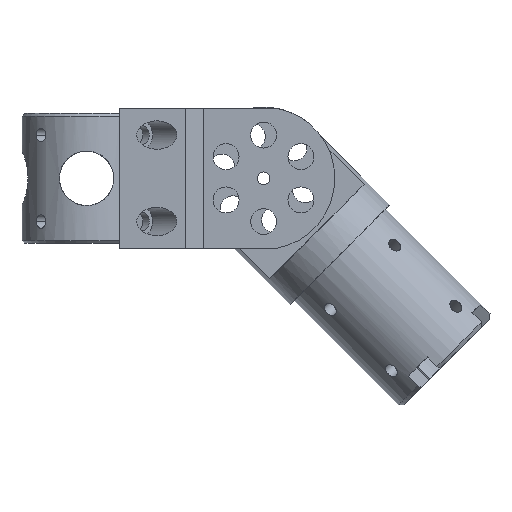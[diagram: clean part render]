
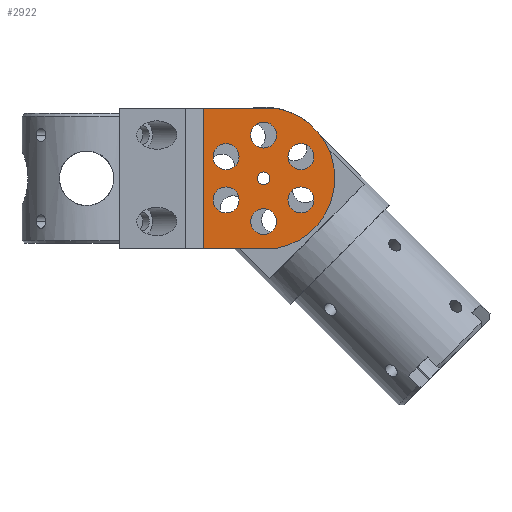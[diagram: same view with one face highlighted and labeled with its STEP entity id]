
A CAD part, front view. The second image highlights one B-rep face of the part: STEP entity #2922.
In plain terms, the highlighted planar face has unit normal (0, -1, 0).
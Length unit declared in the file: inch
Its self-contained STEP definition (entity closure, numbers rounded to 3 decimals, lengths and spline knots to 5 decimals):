
#558=PLANE('',#3100);
#646=VECTOR('',#3517,1.);
#647=VECTOR('',#3520,1.);
#648=VECTOR('',#3521,1.);
#750=LINE('',#5330,#646);
#751=LINE('',#5335,#647);
#752=LINE('',#5337,#648);
#833=CIRCLE('',#3073,0.381);
#837=CIRCLE('',#3078,0.381);
#841=CIRCLE('',#3083,0.381);
#845=CIRCLE('',#3088,0.381);
#849=CIRCLE('',#3093,0.381);
#853=CIRCLE('',#3098,0.381);
#855=CIRCLE('',#3101,2.0955);
#856=CIRCLE('',#3102,0.18669);
#1047=VERTEX_POINT('',#5281);
#1051=VERTEX_POINT('',#5290);
#1055=VERTEX_POINT('',#5299);
#1059=VERTEX_POINT('',#5308);
#1063=VERTEX_POINT('',#5317);
#1067=VERTEX_POINT('',#5326);
#1069=VERTEX_POINT('',#5331);
#1070=VERTEX_POINT('',#5332);
#1071=VERTEX_POINT('',#5334);
#1072=VERTEX_POINT('',#5336);
#1073=VERTEX_POINT('',#5339);
#1435=EDGE_CURVE('',#1047,#1047,#833,.T.);
#1439=EDGE_CURVE('',#1051,#1051,#837,.T.);
#1443=EDGE_CURVE('',#1055,#1055,#841,.T.);
#1447=EDGE_CURVE('',#1059,#1059,#845,.T.);
#1451=EDGE_CURVE('',#1063,#1063,#849,.T.);
#1455=EDGE_CURVE('',#1067,#1067,#853,.T.);
#1457=EDGE_CURVE('',#1069,#1070,#750,.T.);
#1458=EDGE_CURVE('',#1071,#1069,#855,.T.);
#1459=EDGE_CURVE('',#1072,#1071,#751,.T.);
#1460=EDGE_CURVE('',#1072,#1070,#752,.T.);
#1461=EDGE_CURVE('',#1073,#1073,#856,.T.);
#1985=ORIENTED_EDGE('',*,*,#1457,.F.);
#1986=ORIENTED_EDGE('',*,*,#1458,.F.);
#1987=ORIENTED_EDGE('',*,*,#1459,.F.);
#1988=ORIENTED_EDGE('',*,*,#1460,.T.);
#1989=ORIENTED_EDGE('',*,*,#1461,.F.);
#1990=ORIENTED_EDGE('',*,*,#1455,.T.);
#1991=ORIENTED_EDGE('',*,*,#1451,.T.);
#1992=ORIENTED_EDGE('',*,*,#1447,.T.);
#1993=ORIENTED_EDGE('',*,*,#1443,.T.);
#1994=ORIENTED_EDGE('',*,*,#1439,.T.);
#1995=ORIENTED_EDGE('',*,*,#1435,.T.);
#2395=EDGE_LOOP('',(#1985,#1986,#1987,#1988));
#2396=EDGE_LOOP('',(#1989));
#2397=EDGE_LOOP('',(#1990));
#2398=EDGE_LOOP('',(#1991));
#2399=EDGE_LOOP('',(#1992));
#2400=EDGE_LOOP('',(#1993));
#2401=EDGE_LOOP('',(#1994));
#2402=EDGE_LOOP('',(#1995));
#2701=FACE_BOUND('',#2395,.T.);
#2702=FACE_BOUND('',#2396,.T.);
#2703=FACE_BOUND('',#2397,.T.);
#2704=FACE_BOUND('',#2398,.T.);
#2705=FACE_BOUND('',#2399,.T.);
#2706=FACE_BOUND('',#2400,.T.);
#2707=FACE_BOUND('',#2401,.T.);
#2708=FACE_BOUND('',#2402,.T.);
#2922=ADVANCED_FACE('',(#2701,#2702,#2703,#2704,#2705,#2706,#2707,#2708),
#558,.F.);
#3073=AXIS2_PLACEMENT_3D('',#5280,#3462,#3463);
#3078=AXIS2_PLACEMENT_3D('',#5289,#3472,#3473);
#3083=AXIS2_PLACEMENT_3D('',#5298,#3482,#3483);
#3088=AXIS2_PLACEMENT_3D('',#5307,#3492,#3493);
#3093=AXIS2_PLACEMENT_3D('',#5316,#3502,#3503);
#3098=AXIS2_PLACEMENT_3D('',#5325,#3512,#3513);
#3100=AXIS2_PLACEMENT_3D('',#5329,#3516,$);
#3101=AXIS2_PLACEMENT_3D('',#5333,#3518,#3519);
#3102=AXIS2_PLACEMENT_3D('',#5338,#3522,#3523);
#3462=DIRECTION('',(0.,1.,0.));
#3463=DIRECTION('',(0.381,0.,0.));
#3472=DIRECTION('',(0.,1.,0.));
#3473=DIRECTION('',(0.381,0.,0.));
#3482=DIRECTION('',(0.,1.,0.));
#3483=DIRECTION('',(0.381,0.,0.));
#3492=DIRECTION('',(0.,1.,0.));
#3493=DIRECTION('',(0.381,0.,0.));
#3502=DIRECTION('',(0.,1.,0.));
#3503=DIRECTION('',(0.381,0.,0.));
#3512=DIRECTION('',(0.,1.,0.));
#3513=DIRECTION('',(0.381,0.,0.));
#3516=DIRECTION('',(0.,1.,0.));
#3517=DIRECTION('',(-1.,0.,0.));
#3518=DIRECTION('',(0.,1.,0.));
#3519=DIRECTION('',(2.096,0.,0.));
#3520=DIRECTION('',(1.,0.,0.));
#3521=DIRECTION('',(0.,0.,-1.));
#3522=DIRECTION('',(0.,-1.,0.));
#3523=DIRECTION('',(0.187,0.,0.));
#5280=CARTESIAN_POINT('',(5.19885,-1.6129,-1.27));
#5281=CARTESIAN_POINT('',(4.81785,-1.6129,-1.27));
#5289=CARTESIAN_POINT('',(4.099,-1.6129,0.635));
#5290=CARTESIAN_POINT('',(3.718,-1.6129,0.635));
#5298=CARTESIAN_POINT('',(6.2987,-1.6129,0.635));
#5299=CARTESIAN_POINT('',(5.9177,-1.6129,0.635));
#5307=CARTESIAN_POINT('',(5.19885,-1.6129,1.27));
#5308=CARTESIAN_POINT('',(4.81785,-1.6129,1.27));
#5316=CARTESIAN_POINT('',(4.099,-1.6129,-0.635));
#5317=CARTESIAN_POINT('',(3.718,-1.6129,-0.635));
#5325=CARTESIAN_POINT('',(6.2987,-1.6129,-0.635));
#5326=CARTESIAN_POINT('',(5.9177,-1.6129,-0.635));
#5329=CARTESIAN_POINT('',(5.75061,-1.6129,6.35));
#5330=CARTESIAN_POINT('',(2.87531,-1.6129,-2.06375));
#5331=CARTESIAN_POINT('',(5.56224,-1.6129,-2.06375));
#5332=CARTESIAN_POINT('',(3.43301,-1.6129,-2.06375));
#5333=CARTESIAN_POINT('',(5.19885,-1.6129,0.));
#5334=CARTESIAN_POINT('',(5.56224,-1.6129,2.06375));
#5335=CARTESIAN_POINT('',(2.87531,-1.6129,2.06375));
#5336=CARTESIAN_POINT('',(3.43301,-1.6129,2.06375));
#5337=CARTESIAN_POINT('',(3.43301,-1.6129,6.35));
#5338=CARTESIAN_POINT('',(5.19885,-1.6129,0.));
#5339=CARTESIAN_POINT('',(5.01216,-1.6129,0.));
